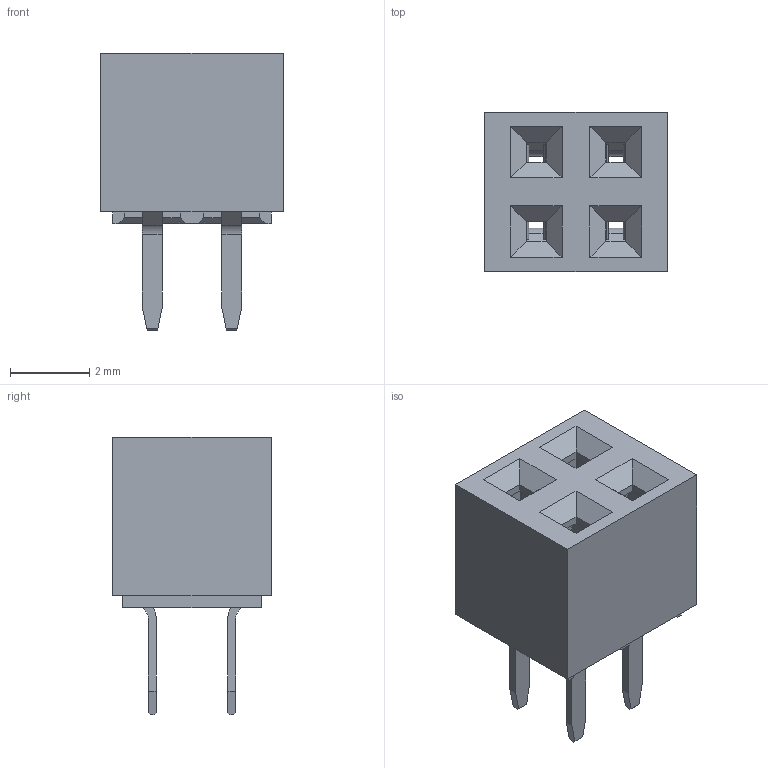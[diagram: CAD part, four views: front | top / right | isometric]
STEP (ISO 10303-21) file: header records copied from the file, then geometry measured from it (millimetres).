
FILE_DESCRIPTION(/* description */ ('Unknown'),/* implementation_level */ '2;1');
FILE_NAME(/* name */ '62000421821',/* time_stamp */ '2017-10-26T15:04:29+02:00',/* author */ ('Unknown'),/* organization */ ('Unknown'),/* preprocessor_version */ 'ST-DEVELOPER v16.7',/* originating_system */ 'DEX',/* authorisation */ $);
FILE_SCHEMA (('AUTOMOTIVE_DESIGN {1 0 10303 214 3 1 1}'));
Length unit declared in the file: millimetre
Products named in the file (3): 6200xx21821; 62000421821
Assembly tree (5 placements, depth 2):
  6200xx21821
    62000421821
    6200xx21821  x4
Bounding box: 4.6 x 4 x 7 mm (x, y, z)
Volume: 56.8 mm3; surface area: 297.6 mm2
Topology: 5 solids, 5 shells, 495 faces, 1308 edges, 824 vertices
Faces by surface type: plane 327, cylinder 152, bspline 16
Entity records: 5682 total; most frequent: CARTESIAN_POINT 1055, ORIENTED_EDGE 960, DIRECTION 910, EDGE_CURVE 480, LINE 404, VECTOR 404, VERTEX_POINT 302, AXIS2_PLACEMENT_3D 253
